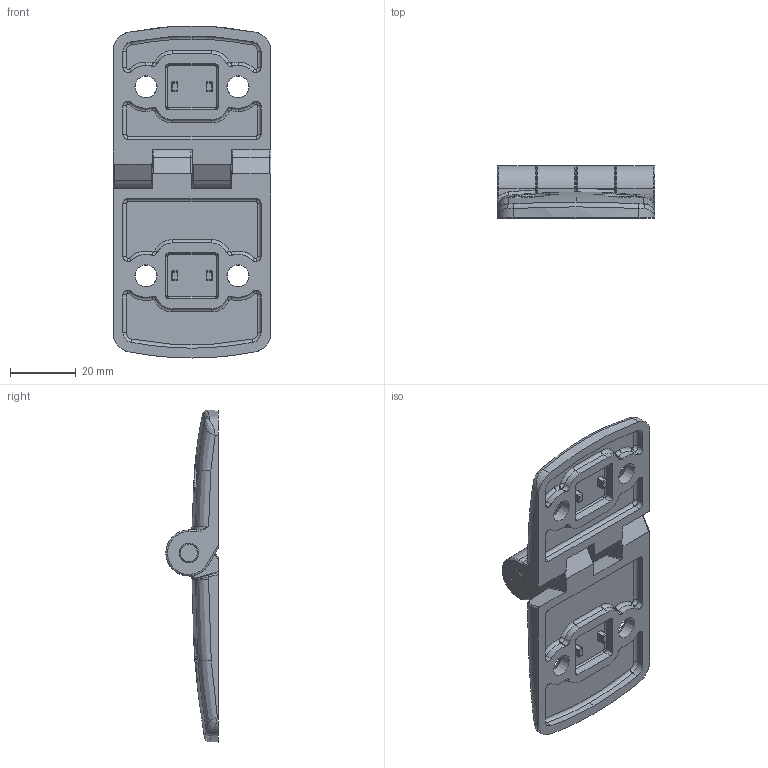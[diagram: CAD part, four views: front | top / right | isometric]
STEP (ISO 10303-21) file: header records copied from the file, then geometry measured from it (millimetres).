
FILE_DESCRIPTION (( 'STEP AP214' ), '1' );
FILE_NAME ('6221728', '2019-01-28T17:00:46', ( '' ), ('JUGARD+KÜNSTNER GmbH'), 'SwSTEP 2.0', 'SolidWorks 2017', '' );
FILE_SCHEMA (( 'AUTOMOTIVE_DESIGN' ));
Length unit declared in the file: millimetre
Products named in the file (1): 6221728
Bounding box: 48 x 15.9 x 101 mm (x, y, z)
Volume: 25662.5 mm3; surface area: 18175.1 mm2
Topology: 7 solids, 7 shells, 664 faces, 1656 edges, 1002 vertices
Faces by surface type: plane 244, cylinder 224, torus 106, bspline 62, cone 28
Entity records: 23882 total; most frequent: CARTESIAN_POINT 8431, ORIENTED_EDGE 3288, DIRECTION 3208, EDGE_CURVE 1644, AXIS2_PLACEMENT_3D 1269, VERTEX_POINT 1002, EDGE_LOOP 688, VECTOR 670
